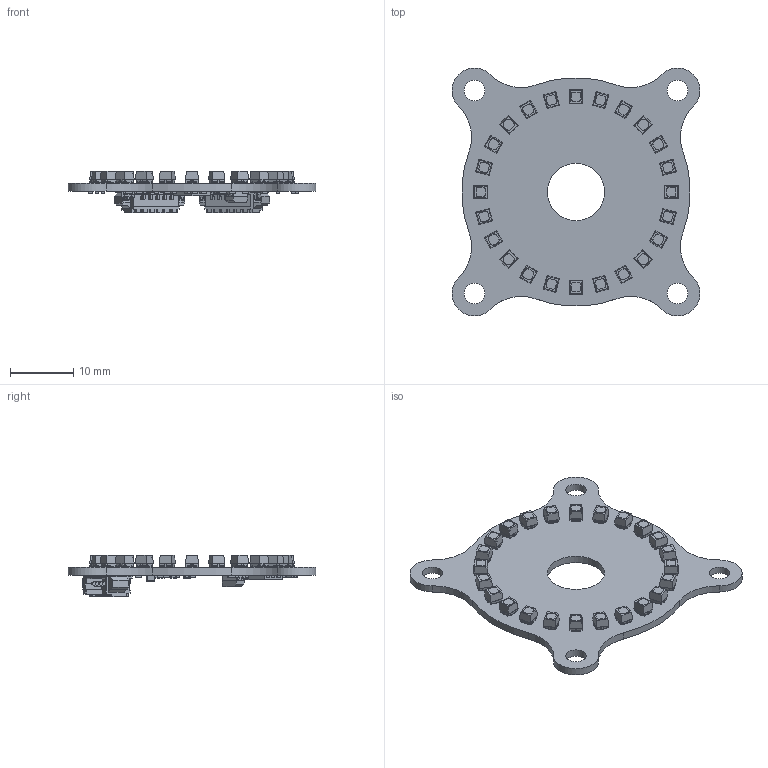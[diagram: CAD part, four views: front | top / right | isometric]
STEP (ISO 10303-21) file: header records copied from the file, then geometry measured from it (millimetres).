
FILE_DESCRIPTION(('Open CASCADE Model'),'2;1');
FILE_NAME('Open CASCADE Shape Model','2022-01-14T20:06:48',('Author'),( 'Open CASCADE'),'Open CASCADE STEP processor 6.8','Open CASCADE 6.8' ,'Unknown');
FILE_SCHEMA(('AUTOMOTIVE_DESIGN { 1 0 10303 214 1 1 1 1 }'));
Length unit declared in the file: millimetre
Products named in the file (87): PCB; Board; Open CASCADE STEP translator 6.8 5.1.1; R22; User_Library-R_0402; R21; R20; R19; R18; R17; R16; R15; R14; R13; R12; R11; R10; R9; R8; R7; R6; R5; P2; 532610571; Open CASCADE STEP translator 6.8 5.20.1.1; Open CASCADE STEP translator 6.8 5.20.1.2; L24; ASMB-KTF0-0A306--3DModel-STEP-56544; L23; L22; L21; L20; L19; L18; L17; L16; L15; L14; L13; L12 ...
Assembly tree (169 placements, depth 5):
  PCB
    Board
      Open CASCADE STEP translator 6.8 5.1.1
    R22
      User_Library-R_0402
    R21
      User_Library-R_0402
    R20
      User_Library-R_0402
    R19
      User_Library-R_0402
    R18
      User_Library-R_0402
    R17
      User_Library-R_0402
    R16
      User_Library-R_0402
    R15
      User_Library-R_0402
    R14
      User_Library-R_0402
    R13
      User_Library-R_0402
    R12
      User_Library-R_0402
    R11
      User_Library-R_0402
    R10
      User_Library-R_0402
    R9
      User_Library-R_0402
    R8
      User_Library-R_0402
    R7
      User_Library-R_0402
    R6
      User_Library-R_0402
    R5
      User_Library-R_0402
    P2
      532610571
        Open CASCADE STEP translator 6.8 5.20.1.1
        Open CASCADE STEP translator 6.8 5.20.1.2
    L24
      ASMB-KTF0-0A306--3DModel-STEP-56544
    L23
      ASMB-KTF0-0A306--3DModel-STEP-56544
    L22
      ASMB-KTF0-0A306--3DModel-STEP-56544
    L21
      ASMB-KTF0-0A306--3DModel-STEP-56544
    L20
      ASMB-KTF0-0A306--3DModel-STEP-56544
    L19
      ASMB-KTF0-0A306--3DModel-STEP-56544
    L18
      ASMB-KTF0-0A306--3DModel-STEP-56544
    L17
      ASMB-KTF0-0A306--3DModel-STEP-56544
    L16
Bounding box: 39.04 x 39.04 x 6.51 mm (x, y, z)
Volume: 1746.3 mm3; surface area: 4396.1 mm2
Topology: 303 solids, 312 shells, 7629 faces, 18469 edges, 11333 vertices
Faces by surface type: plane 4184, cylinder 1873, bspline 908, torus 384, sphere 232, cone 48
Full cylindrical faces by diameter (mm): 0.512 x1, 3.2 x4, 9 x1
Entity records: 32153 total; most frequent: CARTESIAN_POINT 6985, DIRECTION 4391, ORIENTED_EDGE 4225, EDGE_CURVE 2113, LINE 1665, VECTOR 1665, AXIS2_PLACEMENT_3D 1363, VERTEX_POINT 1327
